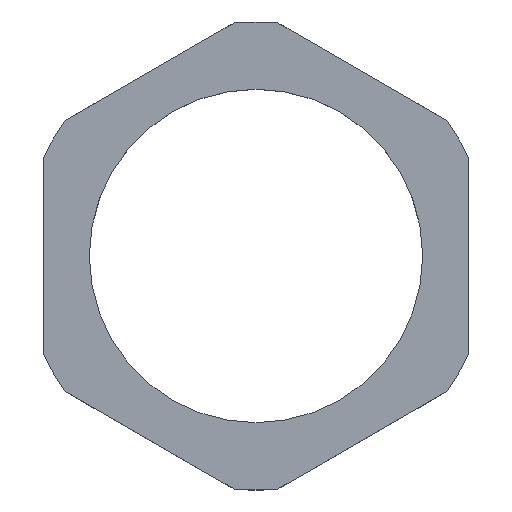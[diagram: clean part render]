
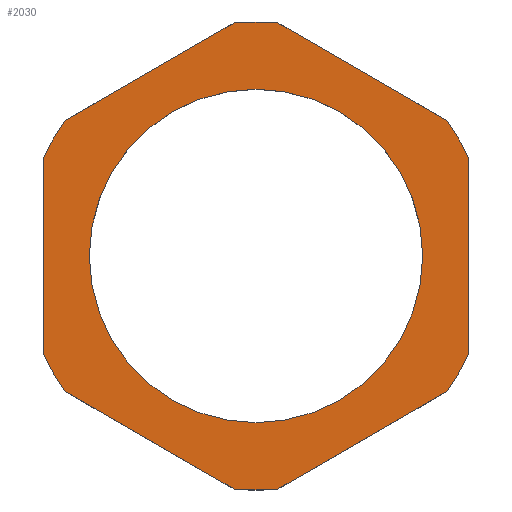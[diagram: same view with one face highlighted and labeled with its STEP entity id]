
A CAD part, top view. The second image highlights one B-rep face of the part: STEP entity #2030.
In plain terms, the highlighted planar face has unit normal (0, 0, 1).
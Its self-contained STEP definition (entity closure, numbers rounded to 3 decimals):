
#100=CARTESIAN_POINT('',(-11.75,0.,3.5));
#110=VERTEX_POINT('',#100);
#290=CARTESIAN_POINT('',(11.75,0.,3.5));
#300=VERTEX_POINT('',#290);
#330=CARTESIAN_POINT('',(0.,0.,3.5));
#340=DIRECTION('',(0.,0.,-1.));
#350=DIRECTION('',(-1.,0.,0.));
#360=AXIS2_PLACEMENT_3D('',#330,#340,#350);
#370=CIRCLE('',#360,11.75);
#380=EDGE_CURVE('',#300,#110,#370,.T.);
#610=CARTESIAN_POINT('',(15.,6.874,3.5));
#620=VERTEX_POINT('',#610);
#650=CARTESIAN_POINT('',(0.,0.,3.5));
#660=DIRECTION('',(0.,0.,-1.));
#670=DIRECTION('',(0.,1.,0.));
#680=AXIS2_PLACEMENT_3D('',#650,#660,#670);
#690=CIRCLE('',#680,16.5);
#700=CARTESIAN_POINT('',(13.453,9.553,3.5));
#710=VERTEX_POINT('',#700);
#720=EDGE_CURVE('',#710,#620,#690,.T.);
#990=CARTESIAN_POINT('',(15.,-8.66,3.5));
#1000=DIRECTION('',(0.,0.,1.));
#1010=DIRECTION('',(1.,0.,0.));
#1020=AXIS2_PLACEMENT_3D('',#990,#1000,#1010);
#1030=PLANE('',#1020);
#1040=EDGE_CURVE('',#110,#300,#370,.T.);
#1050=ORIENTED_EDGE('',*,*,#1040,.T.);
#1060=ORIENTED_EDGE('',*,*,#380,.T.);
#1070=EDGE_LOOP('',(#1060,#1050));
#1080=FACE_BOUND('',#1070,.T.);
#1090=CARTESIAN_POINT('',(0.,0.,3.5));
#1100=DIRECTION('',(0.,0.,-1.));
#1110=DIRECTION('',(0.,1.,0.));
#1120=AXIS2_PLACEMENT_3D('',#1090,#1100,#1110);
#1130=CIRCLE('',#1120,16.5);
#1140=CARTESIAN_POINT('',(1.547,-16.427,3.5));
#1150=VERTEX_POINT('',#1140);
#1160=CARTESIAN_POINT('',(-1.547,-16.427,3.5));
#1170=VERTEX_POINT('',#1160);
#1180=EDGE_CURVE('',#1150,#1170,#1130,.T.);
#1190=ORIENTED_EDGE('',*,*,#1180,.F.);
#1200=CARTESIAN_POINT('',(-15.,-8.66,3.5));
#1210=DIRECTION('',(0.866,-0.5,0.));
#1220=VECTOR('',#1210,1000.);
#1230=LINE('',#1200,#1220);
#1240=CARTESIAN_POINT('',(-13.453,-9.553,3.5));
#1250=VERTEX_POINT('',#1240);
#1260=EDGE_CURVE('',#1250,#1170,#1230,.T.);
#1270=ORIENTED_EDGE('',*,*,#1260,.T.);
#1280=CARTESIAN_POINT('',(0.,0.,3.5));
#1290=DIRECTION('',(0.,0.,-1.));
#1300=DIRECTION('',(0.,1.,0.));
#1310=AXIS2_PLACEMENT_3D('',#1280,#1290,#1300);
#1320=CIRCLE('',#1310,16.5);
#1330=CARTESIAN_POINT('',(-15.,-6.874,3.5));
#1340=VERTEX_POINT('',#1330);
#1350=EDGE_CURVE('',#1250,#1340,#1320,.T.);
#1360=ORIENTED_EDGE('',*,*,#1350,.F.);
#1370=CARTESIAN_POINT('',(-15.,8.66,3.5));
#1380=DIRECTION('',(0.,-1.,0.));
#1390=VECTOR('',#1380,1000.);
#1400=LINE('',#1370,#1390);
#1410=CARTESIAN_POINT('',(-15.,6.874,3.5));
#1420=VERTEX_POINT('',#1410);
#1430=EDGE_CURVE('',#1420,#1340,#1400,.T.);
#1440=ORIENTED_EDGE('',*,*,#1430,.T.);
#1450=CARTESIAN_POINT('',(0.,0.,3.5));
#1460=DIRECTION('',(0.,0.,-1.));
#1470=DIRECTION('',(0.,1.,0.));
#1480=AXIS2_PLACEMENT_3D('',#1450,#1460,#1470);
#1490=CIRCLE('',#1480,16.5);
#1500=CARTESIAN_POINT('',(-13.453,9.553,3.5));
#1510=VERTEX_POINT('',#1500);
#1520=EDGE_CURVE('',#1420,#1510,#1490,.T.);
#1530=ORIENTED_EDGE('',*,*,#1520,.F.);
#1540=CARTESIAN_POINT('',(0.,17.321,3.5));
#1550=DIRECTION('',(-0.866,-0.5,0.));
#1560=VECTOR('',#1550,1000.);
#1570=LINE('',#1540,#1560);
#1580=CARTESIAN_POINT('',(-1.547,16.427,3.5));
#1590=VERTEX_POINT('',#1580);
#1600=EDGE_CURVE('',#1590,#1510,#1570,.T.);
#1610=ORIENTED_EDGE('',*,*,#1600,.T.);
#1620=CARTESIAN_POINT('',(0.,0.,3.5));
#1630=DIRECTION('',(0.,0.,-1.));
#1640=DIRECTION('',(0.,1.,0.));
#1650=AXIS2_PLACEMENT_3D('',#1620,#1630,#1640);
#1660=CIRCLE('',#1650,16.5);
#1670=CARTESIAN_POINT('',(1.547,16.427,3.5));
#1680=VERTEX_POINT('',#1670);
#1690=EDGE_CURVE('',#1590,#1680,#1660,.T.);
#1700=ORIENTED_EDGE('',*,*,#1690,.F.);
#1710=CARTESIAN_POINT('',(15.,8.66,3.5));
#1720=DIRECTION('',(-0.866,0.5,0.));
#1730=VECTOR('',#1720,1000.);
#1740=LINE('',#1710,#1730);
#1750=EDGE_CURVE('',#710,#1680,#1740,.T.);
#1760=ORIENTED_EDGE('',*,*,#1750,.T.);
#1770=ORIENTED_EDGE('',*,*,#720,.F.);
#1780=CARTESIAN_POINT('',(15.,-8.66,3.5));
#1790=DIRECTION('',(0.,1.,0.));
#1800=VECTOR('',#1790,1000.);
#1810=LINE('',#1780,#1800);
#1820=CARTESIAN_POINT('',(15.,-6.874,3.5));
#1830=VERTEX_POINT('',#1820);
#1840=EDGE_CURVE('',#1830,#620,#1810,.T.);
#1850=ORIENTED_EDGE('',*,*,#1840,.T.);
#1860=CARTESIAN_POINT('',(0.,0.,3.5));
#1870=DIRECTION('',(0.,0.,-1.));
#1880=DIRECTION('',(0.,1.,0.));
#1890=AXIS2_PLACEMENT_3D('',#1860,#1870,#1880);
#1900=CIRCLE('',#1890,16.5);
#1910=CARTESIAN_POINT('',(13.453,-9.553,3.5));
#1920=VERTEX_POINT('',#1910);
#1930=EDGE_CURVE('',#1830,#1920,#1900,.T.);
#1940=ORIENTED_EDGE('',*,*,#1930,.F.);
#1950=CARTESIAN_POINT('',(0.,-17.321,3.5));
#1960=DIRECTION('',(0.866,0.5,0.));
#1970=VECTOR('',#1960,1000.);
#1980=LINE('',#1950,#1970);
#1990=EDGE_CURVE('',#1150,#1920,#1980,.T.);
#2000=ORIENTED_EDGE('',*,*,#1990,.T.);
#2010=EDGE_LOOP('',(#2000,#1940,#1850,#1770,#1760,#1700,#1610,#1530,
#1440,#1360,#1270,#1190));
#2020=FACE_OUTER_BOUND('',#2010,.T.);
#2030=ADVANCED_FACE('',(#1080,#2020),#1030,.T.);
